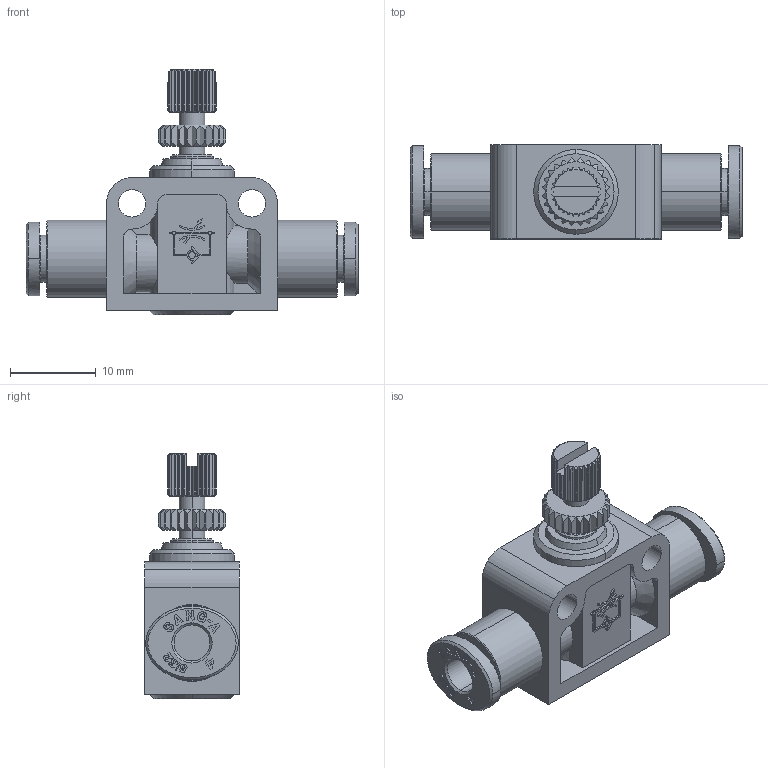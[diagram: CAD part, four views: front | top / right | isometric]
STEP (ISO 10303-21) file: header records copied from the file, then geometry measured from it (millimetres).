
FILE_DESCRIPTION((''),'2;1');
FILE_NAME('GNSF 04(3D).stp','2012-12-17T13:48:24',(''),(''),'Mechanical Desktop.R8.0.24.0','Mechanical Desktop.R8.0.24.0',', , ');
FILE_SCHEMA(('CONFIG_CONTROL_DESIGN'));
Length unit declared in the file: millimetre
Products named in the file (2): GNSF 04(3D); ºÎÇ°1
Assembly tree (1 placements, depth 2):
  GNSF 04(3D)
    ºÎÇ°1
Bounding box: 38.8 x 11 x 28.65 mm (x, y, z)
Volume: 3890.6 mm3; surface area: 3371 mm2
Topology: 1 solids, 1 shells, 1209 faces, 3310 edges, 2153 vertices
Faces by surface type: plane 846, cylinder 181, cone 124, bspline 58
Entity records: 39611 total; most frequent: CARTESIAN_POINT 9546, ORIENTED_EDGE 6620, DIRECTION 5785, EDGE_CURVE 3310, VECTOR 2423, LINE 2423, VERTEX_POINT 2153, AXIS2_PLACEMENT_3D 1681
